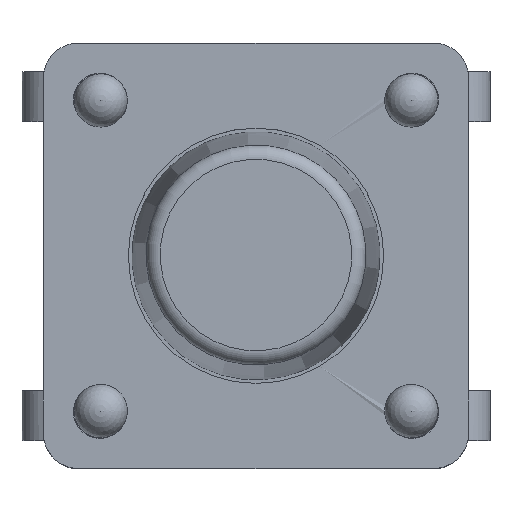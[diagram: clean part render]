
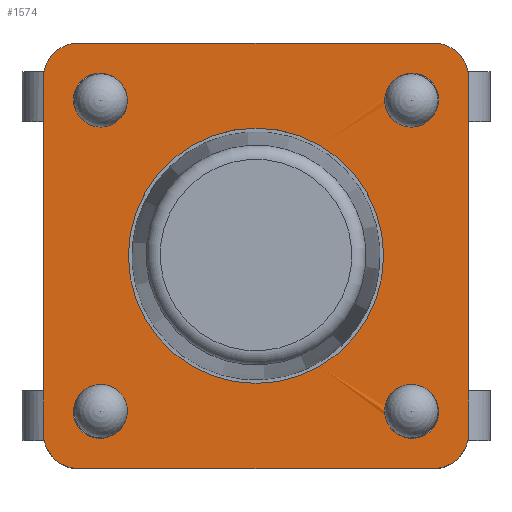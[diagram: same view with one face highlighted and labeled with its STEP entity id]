
A CAD part, top view. The second image highlights one B-rep face of the part: STEP entity #1574.
In plain terms, the highlighted planar face has unit normal (0, 0, 1).
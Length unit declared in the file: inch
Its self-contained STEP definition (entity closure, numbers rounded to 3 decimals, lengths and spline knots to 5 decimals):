
#1267=CARTESIAN_POINT('',(-0.09686,-0.07598,0.12677));
#1268=VERTEX_POINT('',#1267);
#1277=CARTESIAN_POINT('',(-0.07598,-0.09686,0.12677));
#1278=VERTEX_POINT('',#1277);
#1279=CARTESIAN_POINT('',(-0.08661,-0.08661,0.12677));
#1280=DIRECTION('',(0.0,0.0,-1.0));
#1281=DIRECTION('',(1.0,0.0,0.0));
#1282=AXIS2_PLACEMENT_3D('',#1279,#1280,#1281);
#1283=CIRCLE('',#1282,0.01476);
#1284=EDGE_CURVE('',#1278,#1268,#1283,.T.);
#1309=CARTESIAN_POINT('',(0.09686,0.07598,0.12677));
#1310=VERTEX_POINT('',#1309);
#1319=CARTESIAN_POINT('',(0.07598,0.09686,0.12677));
#1320=VERTEX_POINT('',#1319);
#1321=CARTESIAN_POINT('',(0.08661,0.08661,0.12677));
#1322=DIRECTION('',(0.0,0.0,-1.0));
#1323=DIRECTION('',(1.0,0.0,0.0));
#1324=AXIS2_PLACEMENT_3D('',#1321,#1322,#1323);
#1325=CIRCLE('',#1324,0.01476);
#1326=EDGE_CURVE('',#1320,#1310,#1325,.T.);
#1351=CARTESIAN_POINT('',(-0.07598,0.09686,0.12677));
#1352=VERTEX_POINT('',#1351);
#1361=CARTESIAN_POINT('',(-0.09686,0.07598,0.12677));
#1362=VERTEX_POINT('',#1361);
#1363=CARTESIAN_POINT('',(-0.08661,0.08661,0.12677));
#1364=DIRECTION('',(0.0,0.0,-1.0));
#1365=DIRECTION('',(1.0,0.0,0.0));
#1366=AXIS2_PLACEMENT_3D('',#1363,#1364,#1365);
#1367=CIRCLE('',#1366,0.01476);
#1368=EDGE_CURVE('',#1362,#1352,#1367,.T.);
#1393=CARTESIAN_POINT('',(0.07598,-0.09686,0.12677));
#1394=VERTEX_POINT('',#1393);
#1403=CARTESIAN_POINT('',(0.09686,-0.07598,0.12677));
#1404=VERTEX_POINT('',#1403);
#1405=CARTESIAN_POINT('',(0.08661,-0.08661,0.12677));
#1406=DIRECTION('',(0.0,0.0,-1.0));
#1407=DIRECTION('',(1.0,0.0,0.0));
#1408=AXIS2_PLACEMENT_3D('',#1405,#1406,#1407);
#1409=CIRCLE('',#1408,0.01476);
#1410=EDGE_CURVE('',#1404,#1394,#1409,.T.);
#1430=CARTESIAN_POINT('',(0.12992,0.12992,0.12677));
#1431=DIRECTION('',(0.0,0.0,1.0));
#1432=DIRECTION('',(1.0,0.0,0.0));
#1433=AXIS2_PLACEMENT_3D('',#1430,#1431,#1432);
#1434=PLANE('',#1433);
#1435=CARTESIAN_POINT('',(-0.09843,-0.11811,0.12677));
#1436=VERTEX_POINT('',#1435);
#1437=CARTESIAN_POINT('',(-0.11811,-0.09843,0.12677));
#1438=VERTEX_POINT('',#1437);
#1439=CARTESIAN_POINT('',(-0.09843,-0.09843,0.12677));
#1440=DIRECTION('',(0.0,0.0,-1.0));
#1441=DIRECTION('',(-0.707,-0.707,0.0));
#1442=AXIS2_PLACEMENT_3D('',#1439,#1440,#1441);
#1443=CIRCLE('',#1442,0.01969);
#1444=EDGE_CURVE('',#1436,#1438,#1443,.T.);
#1445=ORIENTED_EDGE('',*,*,#1444,.F.);
#1446=CARTESIAN_POINT('',(0.09843,-0.11811,0.12677));
#1447=VERTEX_POINT('',#1446);
#1448=CARTESIAN_POINT('',(0.09843,-0.11811,0.12677));
#1449=DIRECTION('',(-1.0,0.0,0.0));
#1450=VECTOR('',#1449,0.19685);
#1451=LINE('',#1448,#1450);
#1452=EDGE_CURVE('',#1447,#1436,#1451,.T.);
#1453=ORIENTED_EDGE('',*,*,#1452,.F.);
#1454=CARTESIAN_POINT('',(0.11811,-0.09843,0.12677));
#1455=VERTEX_POINT('',#1454);
#1456=CARTESIAN_POINT('',(0.09843,-0.09843,0.12677));
#1457=DIRECTION('',(0.0,0.0,-1.0));
#1458=DIRECTION('',(0.707,-0.707,0.0));
#1459=AXIS2_PLACEMENT_3D('',#1456,#1457,#1458);
#1460=CIRCLE('',#1459,0.01969);
#1461=EDGE_CURVE('',#1455,#1447,#1460,.T.);
#1462=ORIENTED_EDGE('',*,*,#1461,.F.);
#1463=CARTESIAN_POINT('',(0.11811,0.09843,0.12677));
#1464=VERTEX_POINT('',#1463);
#1465=CARTESIAN_POINT('',(0.11811,0.09843,0.12677));
#1466=DIRECTION('',(0.0,-1.0,0.0));
#1467=VECTOR('',#1466,0.19685);
#1468=LINE('',#1465,#1467);
#1469=EDGE_CURVE('',#1464,#1455,#1468,.T.);
#1470=ORIENTED_EDGE('',*,*,#1469,.F.);
#1471=CARTESIAN_POINT('',(0.09843,0.11811,0.12677));
#1472=VERTEX_POINT('',#1471);
#1473=CARTESIAN_POINT('',(0.09843,0.09843,0.12677));
#1474=DIRECTION('',(0.0,0.0,-1.0));
#1475=DIRECTION('',(0.707,0.707,0.0));
#1476=AXIS2_PLACEMENT_3D('',#1473,#1474,#1475);
#1477=CIRCLE('',#1476,0.01969);
#1478=EDGE_CURVE('',#1472,#1464,#1477,.T.);
#1479=ORIENTED_EDGE('',*,*,#1478,.F.);
#1480=CARTESIAN_POINT('',(-0.09843,0.11811,0.12677));
#1481=VERTEX_POINT('',#1480);
#1482=CARTESIAN_POINT('',(-0.09843,0.11811,0.12677));
#1483=DIRECTION('',(1.0,0.0,0.0));
#1484=VECTOR('',#1483,0.19685);
#1485=LINE('',#1482,#1484);
#1486=EDGE_CURVE('',#1481,#1472,#1485,.T.);
#1487=ORIENTED_EDGE('',*,*,#1486,.F.);
#1488=CARTESIAN_POINT('',(-0.11811,0.09843,0.12677));
#1489=VERTEX_POINT('',#1488);
#1490=CARTESIAN_POINT('',(-0.09843,0.09843,0.12677));
#1491=DIRECTION('',(0.0,0.0,-1.0));
#1492=DIRECTION('',(-0.707,0.707,0.0));
#1493=AXIS2_PLACEMENT_3D('',#1490,#1491,#1492);
#1494=CIRCLE('',#1493,0.01969);
#1495=EDGE_CURVE('',#1489,#1481,#1494,.T.);
#1496=ORIENTED_EDGE('',*,*,#1495,.F.);
#1497=CARTESIAN_POINT('',(-0.11811,-0.09843,0.12677));
#1498=DIRECTION('',(0.0,1.0,0.0));
#1499=VECTOR('',#1498,0.19685);
#1500=LINE('',#1497,#1499);
#1501=EDGE_CURVE('',#1438,#1489,#1500,.T.);
#1502=ORIENTED_EDGE('',*,*,#1501,.F.);
#1503=EDGE_LOOP('',(#1445,#1453,#1462,#1470,#1479,#1487,#1496,#1502));
#1504=FACE_OUTER_BOUND('',#1503,.T.);
#1505=CARTESIAN_POINT('',(-0.07087,0.,0.12677));
#1506=VERTEX_POINT('',#1505);
#1507=CARTESIAN_POINT('',(0.,0.0,0.12677));
#1508=DIRECTION('',(0.0,0.0,-1.0));
#1509=DIRECTION('',(1.0,0.0,0.0));
#1510=AXIS2_PLACEMENT_3D('',#1507,#1508,#1509);
#1511=CIRCLE('',#1510,0.07087);
#1512=EDGE_CURVE('',#1506,#1506,#1511,.T.);
#1513=ORIENTED_EDGE('',*,*,#1512,.T.);
#1514=EDGE_LOOP('',(#1513));
#1515=FACE_BOUND('',#1514,.T.);
#1516=CARTESIAN_POINT('',(0.07146,0.08622,0.12726));
#1517=VERTEX_POINT('',#1516);
#1518=CARTESIAN_POINT('',(0.08622,0.08622,0.12677));
#1519=DIRECTION('',(0.0,0.0,1.0));
#1520=DIRECTION('',(-1.0,0.0,0.0));
#1521=AXIS2_PLACEMENT_3D('',#1518,#1519,#1520);
#1522=CIRCLE('',#1521,0.01476);
#1523=EDGE_CURVE('',#1517,#1310,#1522,.T.);
#1524=ORIENTED_EDGE('',*,*,#1523,.F.);
#1525=CARTESIAN_POINT('',(0.08622,0.08622,0.12677));
#1526=DIRECTION('',(0.0,0.0,1.0));
#1527=DIRECTION('',(-1.0,0.0,0.0));
#1528=AXIS2_PLACEMENT_3D('',#1525,#1526,#1527);
#1529=CIRCLE('',#1528,0.01476);
#1530=EDGE_CURVE('',#1320,#1517,#1529,.T.);
#1531=ORIENTED_EDGE('',*,*,#1530,.F.);
#1532=ORIENTED_EDGE('',*,*,#1326,.T.);
#1533=EDGE_LOOP('',(#1524,#1531,#1532));
#1534=FACE_BOUND('',#1533,.T.);
#1535=CARTESIAN_POINT('',(-0.08622,0.08622,0.12677));
#1536=DIRECTION('',(0.0,0.0,1.0));
#1537=DIRECTION('',(-1.0,0.0,0.0));
#1538=AXIS2_PLACEMENT_3D('',#1535,#1536,#1537);
#1539=CIRCLE('',#1538,0.01476);
#1540=EDGE_CURVE('',#1362,#1352,#1539,.T.);
#1541=ORIENTED_EDGE('',*,*,#1540,.F.);
#1542=ORIENTED_EDGE('',*,*,#1368,.T.);
#1543=EDGE_LOOP('',(#1541,#1542));
#1544=FACE_BOUND('',#1543,.T.);
#1545=CARTESIAN_POINT('',(-0.08622,-0.08622,0.12677));
#1546=DIRECTION('',(0.0,0.0,1.0));
#1547=DIRECTION('',(-1.0,0.0,0.0));
#1548=AXIS2_PLACEMENT_3D('',#1545,#1546,#1547);
#1549=CIRCLE('',#1548,0.01476);
#1550=EDGE_CURVE('',#1278,#1268,#1549,.T.);
#1551=ORIENTED_EDGE('',*,*,#1550,.F.);
#1552=ORIENTED_EDGE('',*,*,#1284,.T.);
#1553=EDGE_LOOP('',(#1551,#1552));
#1554=FACE_BOUND('',#1553,.T.);
#1555=CARTESIAN_POINT('',(0.07146,-0.08622,0.12726));
#1556=VERTEX_POINT('',#1555);
#1557=CARTESIAN_POINT('',(0.08622,-0.08622,0.12677));
#1558=DIRECTION('',(0.0,0.0,1.0));
#1559=DIRECTION('',(-1.0,0.0,0.0));
#1560=AXIS2_PLACEMENT_3D('',#1557,#1558,#1559);
#1561=CIRCLE('',#1560,0.01476);
#1562=EDGE_CURVE('',#1556,#1394,#1561,.T.);
#1563=ORIENTED_EDGE('',*,*,#1562,.F.);
#1564=CARTESIAN_POINT('',(0.08622,-0.08622,0.12677));
#1565=DIRECTION('',(0.0,0.0,1.0));
#1566=DIRECTION('',(-1.0,0.0,0.0));
#1567=AXIS2_PLACEMENT_3D('',#1564,#1565,#1566);
#1568=CIRCLE('',#1567,0.01476);
#1569=EDGE_CURVE('',#1404,#1556,#1568,.T.);
#1570=ORIENTED_EDGE('',*,*,#1569,.F.);
#1571=ORIENTED_EDGE('',*,*,#1410,.T.);
#1572=EDGE_LOOP('',(#1563,#1570,#1571));
#1573=FACE_BOUND('',#1572,.T.);
#1574=ADVANCED_FACE('',(#1504,#1515,#1534,#1544,#1554,#1573),#1434,.T.);
